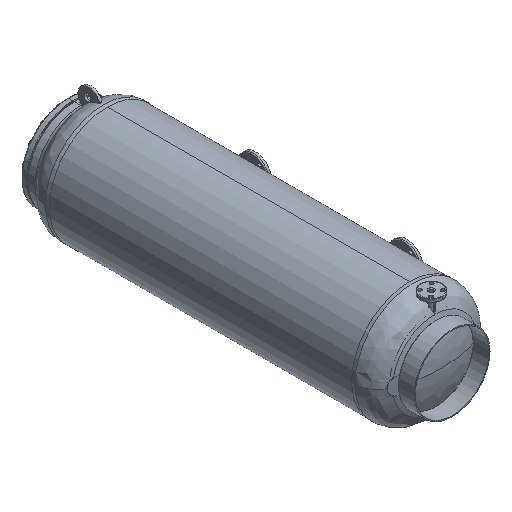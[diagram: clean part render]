
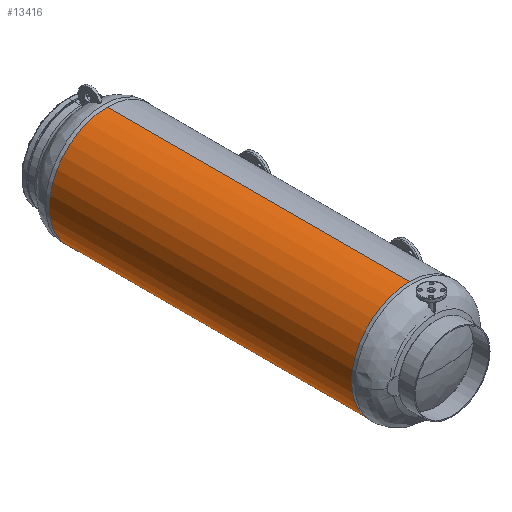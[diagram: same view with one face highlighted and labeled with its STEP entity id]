
A CAD part, isometric view. The second image highlights one B-rep face of the part: STEP entity #13416.
In plain terms, the highlighted cylindrical face has radius 306 mm (diameter 612 mm), a partial arc.
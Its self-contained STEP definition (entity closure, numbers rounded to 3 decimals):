
#569 = ORIENTED_EDGE ( 'NONE', *, *, #39754, .T. ) ;
#1135 = AXIS2_PLACEMENT_3D ( 'NONE', #19365, #36180, #12151 ) ;
#3129 = ORIENTED_EDGE ( 'NONE', *, *, #16927, .T. ) ;
#3745 = AXIS2_PLACEMENT_3D ( 'NONE', #13174, #37876, #20169 ) ;
#3869 = EDGE_CURVE ( 'NONE', #37867, #8122, #17832, .T. ) ;
#4026 = DIRECTION ( 'NONE',  ( 0., 1., 0. ) ) ;
#5165 = AXIS2_PLACEMENT_3D ( 'NONE', #8968, #33005, #19573 ) ;
#5944 = CIRCLE ( 'NONE', #24728, 306. ) ;
#7810 = CARTESIAN_POINT ( 'NONE',  ( 486.716, 170.709, 1913.819 ) ) ;
#8122 = VERTEX_POINT ( 'NONE', #14589 ) ;
#8514 = ORIENTED_EDGE ( 'NONE', *, *, #8981, .T. ) ;
#8739 = LINE ( 'NONE', #22549, #18535 ) ;
#8968 = CARTESIAN_POINT ( 'NONE',  ( 486.716, 170.709, 1607.819 ) ) ;
#8981 = EDGE_CURVE ( 'NONE', #10789, #18197, #8739, .T. ) ;
#9158 = EDGE_LOOP ( 'NONE', ( #44191, #569, #42522, #8514, #40262, #3129 ) ) ;
#10789 = VERTEX_POINT ( 'NONE', #7810 ) ;
#10812 = CARTESIAN_POINT ( 'NONE',  ( 486.716, 170.709, 1301.819 ) ) ;
#10925 = VERTEX_POINT ( 'NONE', #25225 ) ;
#11620 = CARTESIAN_POINT ( 'NONE',  ( 486.716, 1768.88, 1913.819 ) ) ;
#12151 = DIRECTION ( 'NONE',  ( 0., 0., 1. ) ) ;
#12378 = CIRCLE ( 'NONE', #5165, 306. ) ;
#12814 = FACE_OUTER_BOUND ( 'NONE', #9158, .T. ) ;
#13174 = CARTESIAN_POINT ( 'NONE',  ( 486.716, 1768.88, 1607.819 ) ) ;
#13364 = AXIS2_PLACEMENT_3D ( 'NONE', #15150, #29211, #35543 ) ;
#13416 = ADVANCED_FACE ( 'NONE', ( #12814 ), #43427, .T. ) ;
#14377 = CARTESIAN_POINT ( 'NONE',  ( 486.716, 1768.88, 1607.819 ) ) ;
#14589 = CARTESIAN_POINT ( 'NONE',  ( 486.716, 1768.88, 1301.819 ) ) ;
#15150 = CARTESIAN_POINT ( 'NONE',  ( 486.716, 170.709, 1607.819 ) ) ;
#16847 = EDGE_CURVE ( 'NONE', #18773, #10789, #12378, .T. ) ;
#16927 = EDGE_CURVE ( 'NONE', #10925, #8122, #42824, .T. ) ;
#17832 = LINE ( 'NONE', #18502, #35106 ) ;
#18197 = VERTEX_POINT ( 'NONE', #11620 ) ;
#18502 = CARTESIAN_POINT ( 'NONE',  ( 486.716, 1.795, 1301.819 ) ) ;
#18535 = VECTOR ( 'NONE', #36408, 1000. ) ;
#18773 = VERTEX_POINT ( 'NONE', #32211 ) ;
#19365 = CARTESIAN_POINT ( 'NONE',  ( 486.716, 1.795, 1607.819 ) ) ;
#19573 = DIRECTION ( 'NONE',  ( 0., 0., 1. ) ) ;
#20169 = DIRECTION ( 'NONE',  ( 0., 0., 1. ) ) ;
#22549 = CARTESIAN_POINT ( 'NONE',  ( 486.716, 1.795, 1913.819 ) ) ;
#24324 = DIRECTION ( 'NONE',  ( 0., -1., 0. ) ) ;
#24728 = AXIS2_PLACEMENT_3D ( 'NONE', #14377, #24324, #38173 ) ;
#25225 = CARTESIAN_POINT ( 'NONE',  ( 180.716, 1768.88, 1607.819 ) ) ;
#29211 = DIRECTION ( 'NONE',  ( 0., 1., 0. ) ) ;
#32211 = CARTESIAN_POINT ( 'NONE',  ( 180.716, 170.709, 1607.819 ) ) ;
#32934 = CIRCLE ( 'NONE', #13364, 306. ) ;
#33005 = DIRECTION ( 'NONE',  ( 0., 1., 0. ) ) ;
#35106 = VECTOR ( 'NONE', #4026, 1000. ) ;
#35543 = DIRECTION ( 'NONE',  ( 0., 0., 1. ) ) ;
#36180 = DIRECTION ( 'NONE',  ( 0., 1., 0. ) ) ;
#36408 = DIRECTION ( 'NONE',  ( 0., 1., 0. ) ) ;
#37867 = VERTEX_POINT ( 'NONE', #10812 ) ;
#37876 = DIRECTION ( 'NONE',  ( 0., -1., 0. ) ) ;
#38030 = EDGE_CURVE ( 'NONE', #18197, #10925, #5944, .T. ) ;
#38173 = DIRECTION ( 'NONE',  ( 0., 0., 1. ) ) ;
#39754 = EDGE_CURVE ( 'NONE', #37867, #18773, #32934, .T. ) ;
#40262 = ORIENTED_EDGE ( 'NONE', *, *, #38030, .T. ) ;
#42522 = ORIENTED_EDGE ( 'NONE', *, *, #16847, .T. ) ;
#42824 = CIRCLE ( 'NONE', #3745, 306. ) ;
#43427 = CYLINDRICAL_SURFACE ( 'NONE', #1135, 306. ) ;
#44191 = ORIENTED_EDGE ( 'NONE', *, *, #3869, .F. ) ;
